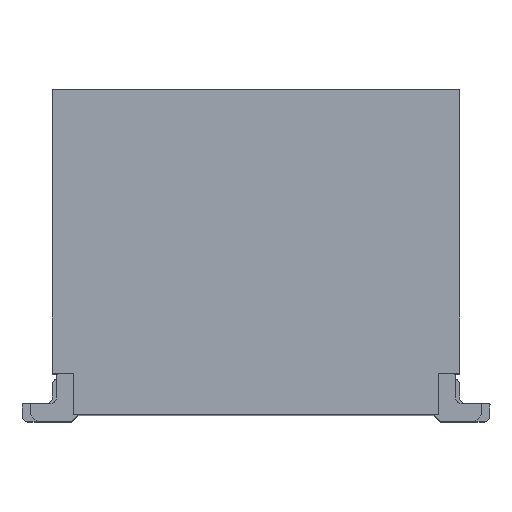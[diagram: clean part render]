
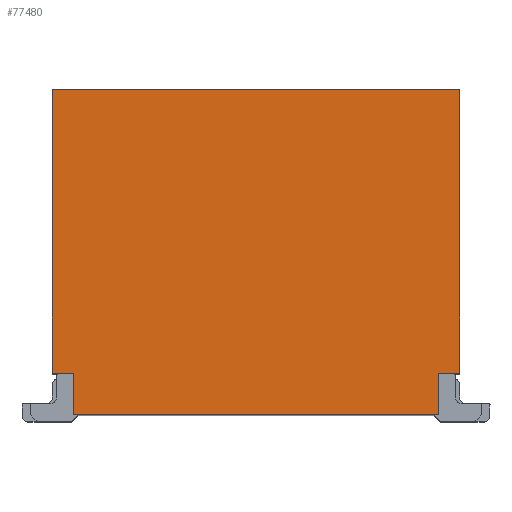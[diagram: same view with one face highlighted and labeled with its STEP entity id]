
A CAD part, top view. The second image highlights one B-rep face of the part: STEP entity #77480.
In plain terms, the highlighted planar face has unit normal (0, 0, 1).
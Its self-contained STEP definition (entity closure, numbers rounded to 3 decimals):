
#5300=CARTESIAN_POINT('',(-1.47,-0.65,7.185));
#5310=VERTEX_POINT('',#5300);
#5340=CARTESIAN_POINT('',(0.,-0.65,7.185));
#5350=DIRECTION('',(1.,0.,0.));
#5360=VECTOR('',#5350,1.);
#5370=LINE('',#5340,#5360);
#5380=CARTESIAN_POINT('',(-1.32,-0.65,7.185));
#5390=VERTEX_POINT('',#5380);
#5400=EDGE_CURVE('',#5310,#5390,#5370,.T.);
#6420=CARTESIAN_POINT('',(1.47,-0.65,7.185));
#6430=VERTEX_POINT('',#6420);
#6460=CARTESIAN_POINT('',(1.47,-0.5,7.185));
#6470=DIRECTION('',(0.,-1.,0.));
#6480=VECTOR('',#6470,1.);
#6490=LINE('',#6460,#6480);
#6500=CARTESIAN_POINT('',(1.47,1.4,7.185));
#6510=VERTEX_POINT('',#6500);
#6520=EDGE_CURVE('',#6510,#6430,#6490,.T.);
#32690=CARTESIAN_POINT('',(-1.47,1.4,7.185));
#32700=VERTEX_POINT('',#32690);
#32730=CARTESIAN_POINT('',(-1.47,-0.5,7.185));
#32740=DIRECTION('',(0.,-1.,0.));
#32750=VECTOR('',#32740,1.);
#32760=LINE('',#32730,#32750);
#32770=EDGE_CURVE('',#32700,#5310,#32760,.T.);
#34210=CARTESIAN_POINT('',(1.32,-0.65,7.185));
#34220=VERTEX_POINT('',#34210);
#34250=CARTESIAN_POINT('',(0.,-0.65,7.185
));
#34260=DIRECTION('',(1.,0.,0.));
#34270=VECTOR('',#34260,1.);
#34280=LINE('',#34250,#34270);
#34290=EDGE_CURVE('',#34220,#6430,#34280,.T.);
#64350=CARTESIAN_POINT('',(0.,1.4,7.185));
#64360=DIRECTION('',(1.,0.,0.));
#64370=VECTOR('',#64360,1.);
#64380=LINE('',#64350,#64370);
#64390=EDGE_CURVE('',#32700,#6510,#64380,.T.);
#77140=CARTESIAN_POINT('',(1.561,1.476,7.185));
#77150=DIRECTION('',(0.,0.,1.));
#77160=DIRECTION('',(-1.,0.,0.));
#77170=AXIS2_PLACEMENT_3D('',#77140,#77150,#77160);
#77180=PLANE('',#77170);
#77190=ORIENTED_EDGE('',*,*,#5400,.T.);
#77200=ORIENTED_EDGE('',*,*,#32770,.T.);
#77210=ORIENTED_EDGE('',*,*,#64390,.F.);
#77220=ORIENTED_EDGE('',*,*,#6520,.F.);
#77230=ORIENTED_EDGE('',*,*,#34290,.T.);
#77240=CARTESIAN_POINT('',(1.32,-0.5,7.185));
#77250=DIRECTION('',(0.,1.,0.));
#77260=VECTOR('',#77250,1.);
#77270=LINE('',#77240,#77260);
#77280=CARTESIAN_POINT('',(1.32,-0.95,7.185));
#77290=VERTEX_POINT('',#77280);
#77300=EDGE_CURVE('',#77290,#34220,#77270,.T.);
#77310=ORIENTED_EDGE('',*,*,#77300,.T.);
#77320=CARTESIAN_POINT('',(0.,-0.95,7.185
));
#77330=DIRECTION('',(1.,0.,0.));
#77340=VECTOR('',#77330,1.);
#77350=LINE('',#77320,#77340);
#77360=CARTESIAN_POINT('',(-1.32,-0.95,7.185));
#77370=VERTEX_POINT('',#77360);
#77380=EDGE_CURVE('',#77370,#77290,#77350,.T.);
#77390=ORIENTED_EDGE('',*,*,#77380,.T.);
#77400=CARTESIAN_POINT('',(-1.32,-0.5,7.185));
#77410=DIRECTION('',(0.,-1.,0.));
#77420=VECTOR('',#77410,1.);
#77430=LINE('',#77400,#77420);
#77440=EDGE_CURVE('',#5390,#77370,#77430,.T.);
#77450=ORIENTED_EDGE('',*,*,#77440,.T.);
#77460=EDGE_LOOP('',(#77450,#77390,#77310,#77230,#77220,#77210,#77200,
#77190));
#77470=FACE_OUTER_BOUND('',#77460,.T.);
#77480=ADVANCED_FACE('',(#77470),#77180,.T.);
